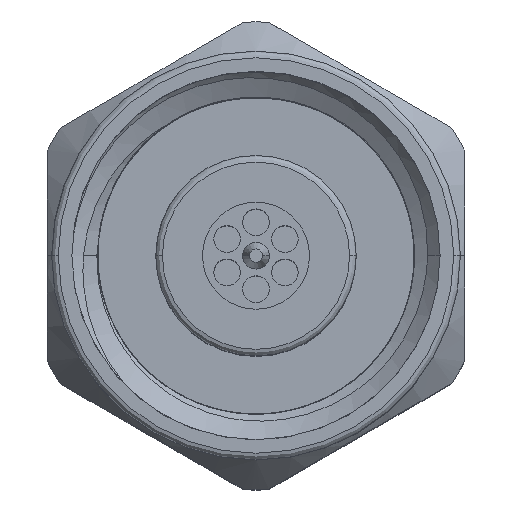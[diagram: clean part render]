
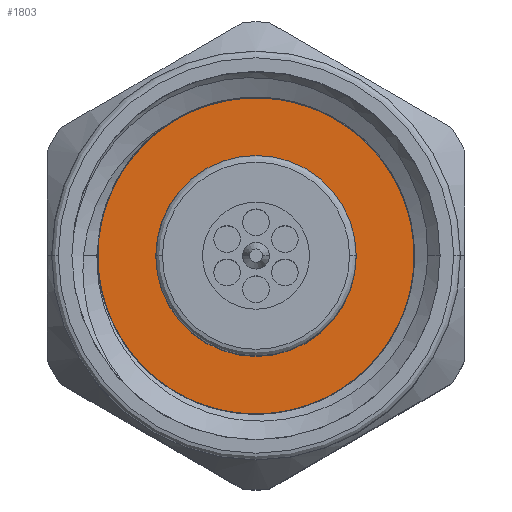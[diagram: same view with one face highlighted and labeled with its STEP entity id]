
A CAD part, top view. The second image highlights one B-rep face of the part: STEP entity #1803.
In plain terms, the highlighted face is planar.
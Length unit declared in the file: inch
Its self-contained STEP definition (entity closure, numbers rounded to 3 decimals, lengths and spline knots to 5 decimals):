
#225 = CARTESIAN_POINT ( 'NONE',  ( 0.3, 0., 0.1378 ) ) ;
#254 = EDGE_CURVE ( 'NONE', #10095, #3285, #2799, .T. ) ;
#1373 = AXIS2_PLACEMENT_3D ( 'NONE', #5110, #9568, #7645 ) ;
#1803 = ADVANCED_FACE ( 'NONE', ( #7833 ), #5877, .T. ) ;
#1889 = CARTESIAN_POINT ( 'NONE',  ( 0.3, 0., 0. ) ) ;
#2402 = ORIENTED_EDGE ( 'NONE', *, *, #254, .T. ) ;
#2789 = DIRECTION ( 'NONE',  ( -1., 0., 0. ) ) ;
#2799 = CIRCLE ( 'NONE', #6312, 0.1378 ) ;
#3172 = EDGE_CURVE ( 'NONE', #3285, #10095, #6314, .T. ) ;
#3285 = VERTEX_POINT ( 'NONE', #6342 ) ;
#3443 = ORIENTED_EDGE ( 'NONE', *, *, #3172, .T. ) ;
#5110 = CARTESIAN_POINT ( 'NONE',  ( 0.3, 0., 0. ) ) ;
#5116 = CARTESIAN_POINT ( 'NONE',  ( 0.3, 0., 0. ) ) ;
#5877 = PLANE ( 'NONE',  #5904 ) ;
#5904 = AXIS2_PLACEMENT_3D ( 'NONE', #5116, #7713, #5995 ) ;
#5995 = DIRECTION ( 'NONE',  ( 0., 0., 1. ) ) ;
#6312 = AXIS2_PLACEMENT_3D ( 'NONE', #1889, #2789, #8418 ) ;
#6314 = CIRCLE ( 'NONE', #1373, 0.1378 ) ;
#6342 = CARTESIAN_POINT ( 'NONE',  ( 0.3, 0., -0.1378 ) ) ;
#7645 = DIRECTION ( 'NONE',  ( 0., 0., 1. ) ) ;
#7678 = EDGE_LOOP ( 'NONE', ( #2402, #3443 ) ) ;
#7713 = DIRECTION ( 'NONE',  ( -1., 0., 0. ) ) ;
#7833 = FACE_OUTER_BOUND ( 'NONE', #7678, .T. ) ;
#8418 = DIRECTION ( 'NONE',  ( 0., 0., 1. ) ) ;
#9568 = DIRECTION ( 'NONE',  ( -1., 0., 0. ) ) ;
#10095 = VERTEX_POINT ( 'NONE', #225 ) ;
